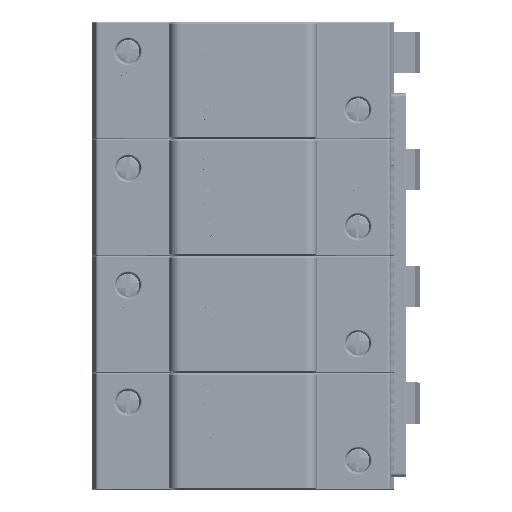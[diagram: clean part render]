
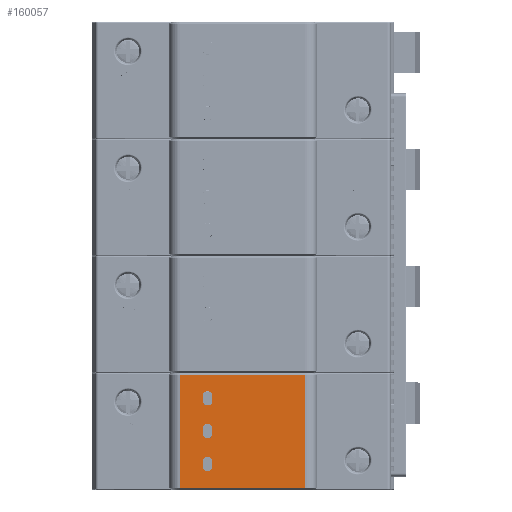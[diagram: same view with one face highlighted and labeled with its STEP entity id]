
A CAD part, top view. The second image highlights one B-rep face of the part: STEP entity #160057.
In plain terms, the highlighted planar face has unit normal (0, 0, 1).
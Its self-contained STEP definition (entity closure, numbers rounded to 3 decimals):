
#28943=DIRECTION('',(0.,1.,0.));
#28944=VECTOR('',#28943,34.5);
#28945=CARTESIAN_POINT('',(63.9,0.45,31.607));
#28946=LINE('',#28945,#28944);
#28951=CARTESIAN_POINT('',(33.8,16.6,31.607));
#28952=DIRECTION('',(0.,0.,1.));
#28953=DIRECTION('',(-1.,0.,0.));
#28954=AXIS2_PLACEMENT_3D('',#28951,#28952,#28953);
#28956=CARTESIAN_POINT('',(34.5,16.6,31.607));
#28957=DIRECTION('',(0.,0.,1.));
#28958=DIRECTION('',(0.,-1.,0.));
#28959=AXIS2_PLACEMENT_3D('',#28956,#28957,#28958);
#28961=CARTESIAN_POINT('',(34.5,18.8,31.607));
#28962=DIRECTION('',(0.,0.,1.));
#28963=DIRECTION('',(1.,0.,0.));
#28964=AXIS2_PLACEMENT_3D('',#28961,#28962,#28963);
#28966=CARTESIAN_POINT('',(33.8,18.8,31.607));
#28967=DIRECTION('',(0.,0.,1.));
#28968=DIRECTION('',(0.,1.,0.));
#28969=AXIS2_PLACEMENT_3D('',#28966,#28967,#28968);
#28971=CARTESIAN_POINT('',(33.8,6.6,31.607));
#28972=DIRECTION('',(0.,0.,1.));
#28973=DIRECTION('',(-1.,0.,0.));
#28974=AXIS2_PLACEMENT_3D('',#28971,#28972,#28973);
#28976=CARTESIAN_POINT('',(34.5,6.6,31.607));
#28977=DIRECTION('',(0.,0.,1.));
#28978=DIRECTION('',(0.,-1.,0.));
#28979=AXIS2_PLACEMENT_3D('',#28976,#28977,#28978);
#28981=CARTESIAN_POINT('',(34.5,8.8,31.607));
#28982=DIRECTION('',(0.,0.,1.));
#28983=DIRECTION('',(1.,0.,0.));
#28984=AXIS2_PLACEMENT_3D('',#28981,#28982,#28983);
#28986=CARTESIAN_POINT('',(33.8,8.8,31.607));
#28987=DIRECTION('',(0.,0.,1.));
#28988=DIRECTION('',(0.,1.,0.));
#28989=AXIS2_PLACEMENT_3D('',#28986,#28987,#28988);
#28991=CARTESIAN_POINT('',(33.8,26.6,31.607));
#28992=DIRECTION('',(0.,0.,1.));
#28993=DIRECTION('',(-1.,0.,0.));
#28994=AXIS2_PLACEMENT_3D('',#28991,#28992,#28993);
#28996=CARTESIAN_POINT('',(34.5,26.6,31.607));
#28997=DIRECTION('',(0.,0.,1.));
#28998=DIRECTION('',(0.,-1.,0.));
#28999=AXIS2_PLACEMENT_3D('',#28996,#28997,#28998);
#29001=CARTESIAN_POINT('',(34.5,28.8,31.607));
#29002=DIRECTION('',(0.,0.,1.));
#29003=DIRECTION('',(1.,0.,0.));
#29004=AXIS2_PLACEMENT_3D('',#29001,#29002,#29003);
#29006=CARTESIAN_POINT('',(33.8,28.8,31.607));
#29007=DIRECTION('',(0.,0.,1.));
#29008=DIRECTION('',(0.,1.,0.));
#29009=AXIS2_PLACEMENT_3D('',#29006,#29007,#29008);
#29015=DIRECTION('',(0.,-1.,0.));
#29016=VECTOR('',#29015,34.5);
#29017=CARTESIAN_POINT('',(25.9,34.95,31.607));
#29018=LINE('',#29017,#29016);
#29233=DIRECTION('',(-1.,0.,0.));
#29234=VECTOR('',#29233,38.);
#29235=CARTESIAN_POINT('',(63.9,34.95,31.607));
#29236=LINE('',#29235,#29234);
#60370=DIRECTION('',(1.,0.,0.));
#60371=VECTOR('',#60370,38.);
#60372=CARTESIAN_POINT('',(25.9,0.45,31.607));
#60373=LINE('',#60372,#60371);
#81116=DIRECTION('',(0.,1.,0.));
#81117=VECTOR('',#81116,2.2);
#81118=CARTESIAN_POINT('',(32.8,16.6,31.607));
#81119=LINE('',#81118,#81117);
#81147=DIRECTION('',(1.,0.,0.));
#81148=VECTOR('',#81147,0.7);
#81149=CARTESIAN_POINT('',(33.8,19.8,31.607));
#81150=LINE('',#81149,#81148);
#81178=DIRECTION('',(0.,-1.,0.));
#81179=VECTOR('',#81178,2.2);
#81180=CARTESIAN_POINT('',(35.5,18.8,31.607));
#81181=LINE('',#81180,#81179);
#81209=DIRECTION('',(-1.,0.,0.));
#81210=VECTOR('',#81209,0.7);
#81211=CARTESIAN_POINT('',(34.5,15.6,31.607));
#81212=LINE('',#81211,#81210);
#81276=DIRECTION('',(0.,1.,0.));
#81277=VECTOR('',#81276,2.2);
#81278=CARTESIAN_POINT('',(32.8,6.6,31.607));
#81279=LINE('',#81278,#81277);
#81307=DIRECTION('',(1.,0.,0.));
#81308=VECTOR('',#81307,0.7);
#81309=CARTESIAN_POINT('',(33.8,9.8,31.607));
#81310=LINE('',#81309,#81308);
#81338=DIRECTION('',(0.,-1.,0.));
#81339=VECTOR('',#81338,2.2);
#81340=CARTESIAN_POINT('',(35.5,8.8,31.607));
#81341=LINE('',#81340,#81339);
#81369=DIRECTION('',(-1.,0.,0.));
#81370=VECTOR('',#81369,0.7);
#81371=CARTESIAN_POINT('',(34.5,5.6,31.607));
#81372=LINE('',#81371,#81370);
#81436=DIRECTION('',(0.,1.,0.));
#81437=VECTOR('',#81436,2.2);
#81438=CARTESIAN_POINT('',(32.8,26.6,31.607));
#81439=LINE('',#81438,#81437);
#81467=DIRECTION('',(1.,0.,0.));
#81468=VECTOR('',#81467,0.7);
#81469=CARTESIAN_POINT('',(33.8,29.8,31.607));
#81470=LINE('',#81469,#81468);
#81498=DIRECTION('',(0.,-1.,0.));
#81499=VECTOR('',#81498,2.2);
#81500=CARTESIAN_POINT('',(35.5,28.8,31.607));
#81501=LINE('',#81500,#81499);
#81529=DIRECTION('',(-1.,0.,0.));
#81530=VECTOR('',#81529,0.7);
#81531=CARTESIAN_POINT('',(34.5,25.6,31.607));
#81532=LINE('',#81531,#81530);
#102343=CARTESIAN_POINT('',(25.9,0.45,31.607));
#102344=VERTEX_POINT('',#102343);
#102345=CARTESIAN_POINT('',(63.9,0.45,31.607));
#102346=VERTEX_POINT('',#102345);
#102371=CARTESIAN_POINT('',(63.9,34.95,31.607));
#102372=VERTEX_POINT('',#102371);
#102373=CARTESIAN_POINT('',(25.9,34.95,31.607));
#102374=VERTEX_POINT('',#102373);
#102375=CARTESIAN_POINT('',(32.8,16.6,31.607));
#102376=CARTESIAN_POINT('',(32.8,18.8,31.607));
#102377=VERTEX_POINT('',#102375);
#102378=VERTEX_POINT('',#102376);
#102379=CARTESIAN_POINT('',(33.8,15.6,31.607));
#102380=VERTEX_POINT('',#102379);
#102381=CARTESIAN_POINT('',(34.5,15.6,31.607));
#102382=VERTEX_POINT('',#102381);
#102383=CARTESIAN_POINT('',(35.5,16.6,31.607));
#102384=VERTEX_POINT('',#102383);
#102385=CARTESIAN_POINT('',(35.5,18.8,31.607));
#102386=VERTEX_POINT('',#102385);
#102387=CARTESIAN_POINT('',(34.5,19.8,31.607));
#102388=VERTEX_POINT('',#102387);
#102389=CARTESIAN_POINT('',(33.8,19.8,31.607));
#102390=VERTEX_POINT('',#102389);
#102391=CARTESIAN_POINT('',(32.8,6.6,31.607));
#102392=CARTESIAN_POINT('',(32.8,8.8,31.607));
#102393=VERTEX_POINT('',#102391);
#102394=VERTEX_POINT('',#102392);
#102395=CARTESIAN_POINT('',(33.8,5.6,31.607));
#102396=VERTEX_POINT('',#102395);
#102397=CARTESIAN_POINT('',(34.5,5.6,31.607));
#102398=VERTEX_POINT('',#102397);
#102399=CARTESIAN_POINT('',(35.5,6.6,31.607));
#102400=VERTEX_POINT('',#102399);
#102401=CARTESIAN_POINT('',(35.5,8.8,31.607));
#102402=VERTEX_POINT('',#102401);
#102403=CARTESIAN_POINT('',(34.5,9.8,31.607));
#102404=VERTEX_POINT('',#102403);
#102405=CARTESIAN_POINT('',(33.8,9.8,31.607));
#102406=VERTEX_POINT('',#102405);
#102407=CARTESIAN_POINT('',(32.8,26.6,31.607));
#102408=CARTESIAN_POINT('',(32.8,28.8,31.607));
#102409=VERTEX_POINT('',#102407);
#102410=VERTEX_POINT('',#102408);
#102411=CARTESIAN_POINT('',(33.8,25.6,31.607));
#102412=VERTEX_POINT('',#102411);
#102413=CARTESIAN_POINT('',(34.5,25.6,31.607));
#102414=VERTEX_POINT('',#102413);
#102415=CARTESIAN_POINT('',(35.5,26.6,31.607));
#102416=VERTEX_POINT('',#102415);
#102417=CARTESIAN_POINT('',(35.5,28.8,31.607));
#102418=VERTEX_POINT('',#102417);
#102419=CARTESIAN_POINT('',(34.5,29.8,31.607));
#102420=VERTEX_POINT('',#102419);
#102421=CARTESIAN_POINT('',(33.8,29.8,31.607));
#102422=VERTEX_POINT('',#102421);
#159989=CARTESIAN_POINT('',(44.9,17.7,31.607));
#159990=DIRECTION('',(0.,0.,1.));
#159991=DIRECTION('',(-1.,0.,0.));
#159992=AXIS2_PLACEMENT_3D('',#159989,#159990,#159991);
#159993=PLANE('',#159992);
#159995=ORIENTED_EDGE('',*,*,#159994,.F.);
#159997=ORIENTED_EDGE('',*,*,#159996,.F.);
#159998=ORIENTED_EDGE('',*,*,#159979,.F.);
#160000=ORIENTED_EDGE('',*,*,#159999,.F.);
#160001=EDGE_LOOP('',(#159995,#159997,#159998,#160000));
#160002=FACE_OUTER_BOUND('',#160001,.F.);
#160004=ORIENTED_EDGE('',*,*,#160003,.F.);
#160006=ORIENTED_EDGE('',*,*,#160005,.T.);
#160008=ORIENTED_EDGE('',*,*,#160007,.F.);
#160010=ORIENTED_EDGE('',*,*,#160009,.T.);
#160012=ORIENTED_EDGE('',*,*,#160011,.F.);
#160014=ORIENTED_EDGE('',*,*,#160013,.T.);
#160016=ORIENTED_EDGE('',*,*,#160015,.F.);
#160018=ORIENTED_EDGE('',*,*,#160017,.T.);
#160019=EDGE_LOOP('',(#160004,#160006,#160008,#160010,#160012,#160014,#160016,
#160018));
#160020=FACE_BOUND('',#160019,.F.);
#160022=ORIENTED_EDGE('',*,*,#160021,.F.);
#160024=ORIENTED_EDGE('',*,*,#160023,.T.);
#160026=ORIENTED_EDGE('',*,*,#160025,.F.);
#160028=ORIENTED_EDGE('',*,*,#160027,.T.);
#160030=ORIENTED_EDGE('',*,*,#160029,.F.);
#160032=ORIENTED_EDGE('',*,*,#160031,.T.);
#160034=ORIENTED_EDGE('',*,*,#160033,.F.);
#160036=ORIENTED_EDGE('',*,*,#160035,.T.);
#160037=EDGE_LOOP('',(#160022,#160024,#160026,#160028,#160030,#160032,#160034,
#160036));
#160038=FACE_BOUND('',#160037,.F.);
#160040=ORIENTED_EDGE('',*,*,#160039,.F.);
#160042=ORIENTED_EDGE('',*,*,#160041,.T.);
#160044=ORIENTED_EDGE('',*,*,#160043,.F.);
#160046=ORIENTED_EDGE('',*,*,#160045,.T.);
#160048=ORIENTED_EDGE('',*,*,#160047,.F.);
#160050=ORIENTED_EDGE('',*,*,#160049,.T.);
#160052=ORIENTED_EDGE('',*,*,#160051,.F.);
#160054=ORIENTED_EDGE('',*,*,#160053,.T.);
#160055=EDGE_LOOP('',(#160040,#160042,#160044,#160046,#160048,#160050,#160052,
#160054));
#160056=FACE_BOUND('',#160055,.F.);
#160057=ADVANCED_FACE('',(#160002,#160020,#160038,#160056),#159993,.T.);
#28955=CIRCLE('',#28954,1.);
#28960=CIRCLE('',#28959,1.);
#28965=CIRCLE('',#28964,1.);
#28970=CIRCLE('',#28969,1.);
#28975=CIRCLE('',#28974,1.);
#28980=CIRCLE('',#28979,1.);
#28985=CIRCLE('',#28984,1.);
#28990=CIRCLE('',#28989,1.);
#28995=CIRCLE('',#28994,1.);
#29000=CIRCLE('',#28999,1.);
#29005=CIRCLE('',#29004,1.);
#29010=CIRCLE('',#29009,1.);
#159979=EDGE_CURVE('',#102346,#102372,#28946,.T.);
#159994=EDGE_CURVE('',#102374,#102344,#29018,.T.);
#159996=EDGE_CURVE('',#102372,#102374,#29236,.T.);
#159999=EDGE_CURVE('',#102344,#102346,#60373,.T.);
#160003=EDGE_CURVE('',#102377,#102378,#81119,.T.);
#160005=EDGE_CURVE('',#102377,#102380,#28955,.T.);
#160007=EDGE_CURVE('',#102382,#102380,#81212,.T.);
#160009=EDGE_CURVE('',#102382,#102384,#28960,.T.);
#160011=EDGE_CURVE('',#102386,#102384,#81181,.T.);
#160013=EDGE_CURVE('',#102386,#102388,#28965,.T.);
#160015=EDGE_CURVE('',#102390,#102388,#81150,.T.);
#160017=EDGE_CURVE('',#102390,#102378,#28970,.T.);
#160021=EDGE_CURVE('',#102393,#102394,#81279,.T.);
#160023=EDGE_CURVE('',#102393,#102396,#28975,.T.);
#160025=EDGE_CURVE('',#102398,#102396,#81372,.T.);
#160027=EDGE_CURVE('',#102398,#102400,#28980,.T.);
#160029=EDGE_CURVE('',#102402,#102400,#81341,.T.);
#160031=EDGE_CURVE('',#102402,#102404,#28985,.T.);
#160033=EDGE_CURVE('',#102406,#102404,#81310,.T.);
#160035=EDGE_CURVE('',#102406,#102394,#28990,.T.);
#160039=EDGE_CURVE('',#102409,#102410,#81439,.T.);
#160041=EDGE_CURVE('',#102409,#102412,#28995,.T.);
#160043=EDGE_CURVE('',#102414,#102412,#81532,.T.);
#160045=EDGE_CURVE('',#102414,#102416,#29000,.T.);
#160047=EDGE_CURVE('',#102418,#102416,#81501,.T.);
#160049=EDGE_CURVE('',#102418,#102420,#29005,.T.);
#160051=EDGE_CURVE('',#102422,#102420,#81470,.T.);
#160053=EDGE_CURVE('',#102422,#102410,#29010,.T.);
